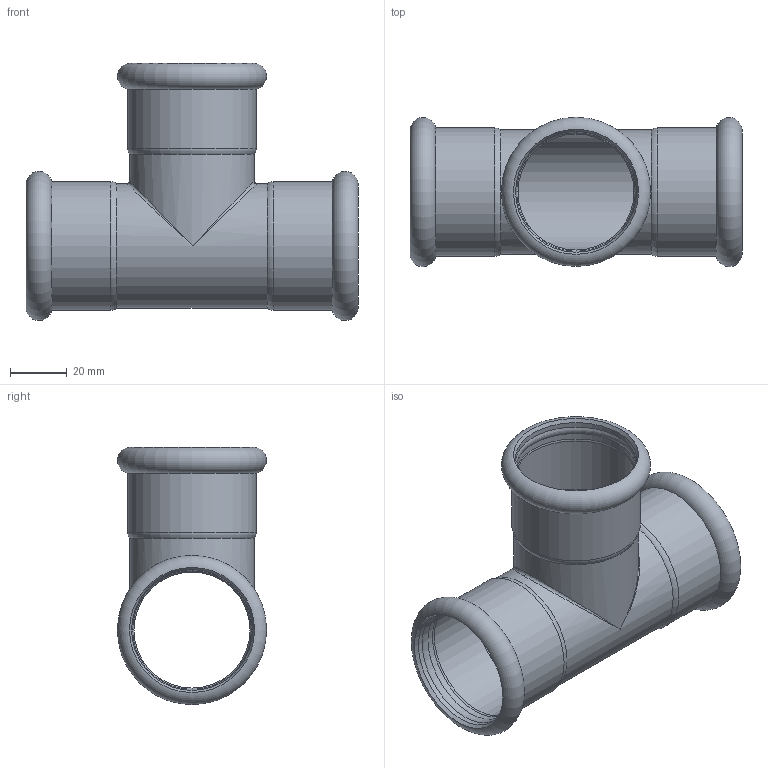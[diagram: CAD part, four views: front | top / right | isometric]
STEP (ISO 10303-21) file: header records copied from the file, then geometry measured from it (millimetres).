
FILE_DESCRIPTION(/* description */ ('TEE NORMALE De42'),/* implementation_level */ '2;1');
FILE_NAME(/* name */ '182042000_Inoxpres.stp',/* time_stamp */ '2022-10-11T09:53:13+02:00',/* author */ ('Vault'),/* organization */ ('Raccorderie metalliche s.p.a. '),/* preprocessor_version */ 'ST-DEVELOPER v18.1',/* originating_system */ 'Autodesk Inventor 2020',/* authorisation */ 'Raccorderie metalliche s.p.a. ');
FILE_SCHEMA (('AUTOMOTIVE_DESIGN { 1 0 10303 214 3 1 1 }'));
Length unit declared in the file: millimetre
Products named in the file (1): 182042000_Inoxpres
Bounding box: 117.3 x 52.7 x 90.85 mm (x, y, z)
Volume: 42002.2 mm3; surface area: 44702.3 mm2
Topology: 1 solids, 1 shells, 42 faces, 151 edges, 104 vertices
Faces by surface type: cylinder 17, torus 15, bspline 4, plane 3, cone 3
Full cylindrical faces by diameter (mm): 41 x2, 41.6 x1, 42.4 x3, 42.7 x6, 44 x2, 45.4 x3
Entity records: 2479 total; most frequent: CARTESIAN_POINT 1065, DIRECTION 330, ORIENTED_EDGE 294, AXIS2_PLACEMENT_3D 153, EDGE_CURVE 147, CIRCLE 109, VERTEX_POINT 104, EDGE_LOOP 43
